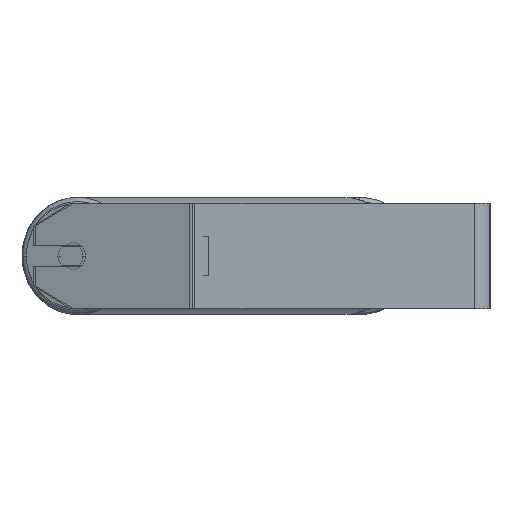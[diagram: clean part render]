
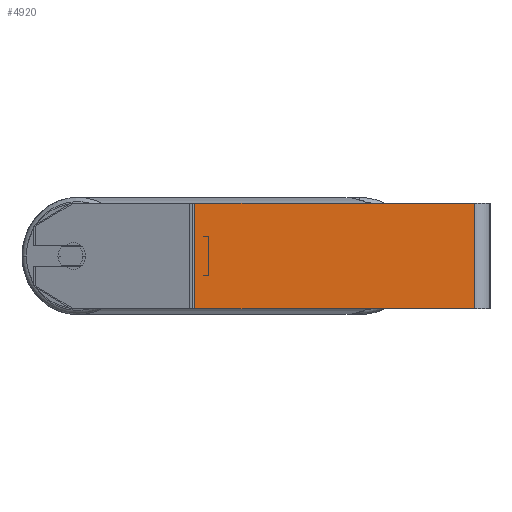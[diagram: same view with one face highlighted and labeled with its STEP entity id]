
A CAD part, left-side view. The second image highlights one B-rep face of the part: STEP entity #4920.
In plain terms, the highlighted planar face has unit normal (-1, 0, 0).
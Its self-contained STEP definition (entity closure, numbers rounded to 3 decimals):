
#77 = CARTESIAN_POINT ( 'NONE',  ( -945., 225.733, -40. ) ) ;
#322 = EDGE_CURVE ( 'NONE', #5663, #4331, #7904, .T. ) ;
#402 = CARTESIAN_POINT ( 'NONE',  ( -945., 12., 40. ) ) ;
#539 = ORIENTED_EDGE ( 'NONE', *, *, #322, .F. ) ;
#1066 = ORIENTED_EDGE ( 'NONE', *, *, #4468, .F. ) ;
#1074 = CARTESIAN_POINT ( 'NONE',  ( -945., 225.733, 40. ) ) ;
#1184 = DIRECTION ( 'NONE',  ( 0., -1., 0. ) ) ;
#1264 = VECTOR ( 'NONE', #2854, 1000. ) ;
#2056 = CARTESIAN_POINT ( 'NONE',  ( -945., 12., -40. ) ) ;
#2078 = AXIS2_PLACEMENT_3D ( 'NONE', #1074, #2989, #7050 ) ;
#2100 = VECTOR ( 'NONE', #3355, 1000. ) ;
#2186 = EDGE_LOOP ( 'NONE', ( #7646, #1066, #539, #8562 ) ) ;
#2854 = DIRECTION ( 'NONE',  ( 0., -1., 0. ) ) ;
#2989 = DIRECTION ( 'NONE',  ( 1., 0., 0. ) ) ;
#3138 = VERTEX_POINT ( 'NONE', #2056 ) ;
#3355 = DIRECTION ( 'NONE',  ( 0., 0., -1. ) ) ;
#3406 = DIRECTION ( 'NONE',  ( 0., 0., -1. ) ) ;
#3482 = VECTOR ( 'NONE', #1184, 1000. ) ;
#3689 = PLANE ( 'NONE',  #2078 ) ;
#3733 = FACE_OUTER_BOUND ( 'NONE', #2186, .T. ) ;
#3757 = VERTEX_POINT ( 'NONE', #8411 ) ;
#4140 = LINE ( 'NONE', #6798, #2100 ) ;
#4331 = VERTEX_POINT ( 'NONE', #402 ) ;
#4468 = EDGE_CURVE ( 'NONE', #4331, #3138, #8182, .T. ) ;
#4531 = CARTESIAN_POINT ( 'NONE',  ( -945., 225.733, 40. ) ) ;
#4920 = ADVANCED_FACE ( 'NONE', ( #3733 ), #3689, .F. ) ;
#5663 = VERTEX_POINT ( 'NONE', #6367 ) ;
#5741 = VECTOR ( 'NONE', #3406, 1000. ) ;
#5941 = EDGE_CURVE ( 'NONE', #5663, #3757, #4140, .T. ) ;
#6142 = LINE ( 'NONE', #77, #1264 ) ;
#6367 = CARTESIAN_POINT ( 'NONE',  ( -945., 223.617, 40. ) ) ;
#6784 = EDGE_CURVE ( 'NONE', #3757, #3138, #6142, .T. ) ;
#6798 = CARTESIAN_POINT ( 'NONE',  ( -945., 223.617, 40. ) ) ;
#7050 = DIRECTION ( 'NONE',  ( 0., 0., -1. ) ) ;
#7646 = ORIENTED_EDGE ( 'NONE', *, *, #6784, .T. ) ;
#7904 = LINE ( 'NONE', #4531, #3482 ) ;
#8127 = CARTESIAN_POINT ( 'NONE',  ( -945., 12., 40. ) ) ;
#8182 = LINE ( 'NONE', #8127, #5741 ) ;
#8411 = CARTESIAN_POINT ( 'NONE',  ( -945., 223.617, -40. ) ) ;
#8562 = ORIENTED_EDGE ( 'NONE', *, *, #5941, .T. ) ;
